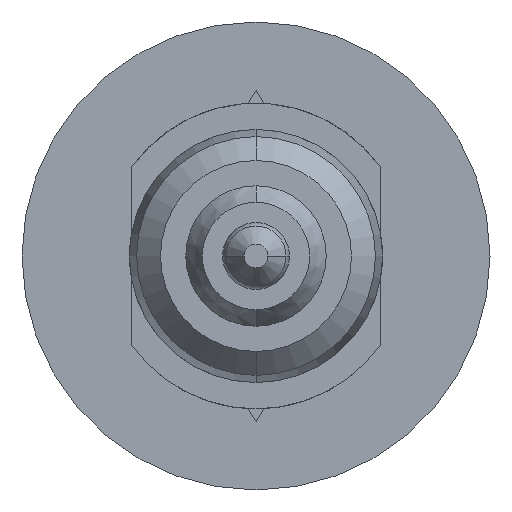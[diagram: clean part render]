
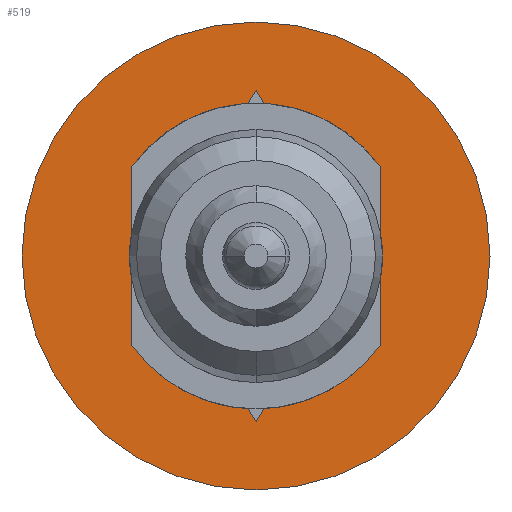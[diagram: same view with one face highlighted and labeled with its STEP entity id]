
A CAD part, front view. The second image highlights one B-rep face of the part: STEP entity #519.
In plain terms, the highlighted planar face has unit normal (0, -1, 0).
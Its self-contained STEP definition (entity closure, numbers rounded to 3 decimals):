
#69 = CARTESIAN_POINT ( 'NONE',  ( 0., 33.4, -1.728 ) ) ;
#99 = ORIENTED_EDGE ( 'NONE', *, *, #3917, .F. ) ;
#116 = EDGE_CURVE ( 'Defeature ausgef�hrt2_45+Defeature ausgef�hrt2_39+Defeature ausgef�hrt2_42+Defeature ausgef�hrt2_44', #3876, #2022, #3443, .T. ) ;
#171 = VECTOR ( 'NONE', #4135, 1000. ) ;
#180 = CARTESIAN_POINT ( 'NONE',  ( 0., 33.4, 0. ) ) ;
#519 = ADVANCED_FACE ( 'Defeature ausgef�hrt2_39', ( #1598, #1737 ), #965, .T. ) ;
#580 = DIRECTION ( 'NONE',  ( 0., -1., 0. ) ) ;
#639 = VERTEX_POINT ( 'NONE', #69 ) ;
#685 = DIRECTION ( 'NONE',  ( 0.53, 0., -0.848 ) ) ;
#749 = EDGE_LOOP ( 'NONE', ( #99, #1922, #2434, #1122 ) ) ;
#965 = PLANE ( 'NONE',  #4860 ) ;
#1001 = DIRECTION ( 'NONE',  ( 0., 0., -1. ) ) ;
#1019 = CARTESIAN_POINT ( 'NONE',  ( 2.45, 33.4, 0. ) ) ;
#1063 = DIRECTION ( 'NONE',  ( 0., -1., 0. ) ) ;
#1122 = ORIENTED_EDGE ( 'NONE', *, *, #5230, .F. ) ;
#1395 = AXIS2_PLACEMENT_3D ( 'NONE', #180, #1063, #1891 ) ;
#1598 = FACE_BOUND ( 'NONE', #749, .T. ) ;
#1645 = CARTESIAN_POINT ( 'NONE',  ( -2.45, 33.4, 0. ) ) ;
#1722 = DIRECTION ( 'NONE',  ( 0., -1., 0. ) ) ;
#1729 = VERTEX_POINT ( 'NONE', #1645 ) ;
#1737 = FACE_OUTER_BOUND ( 'NONE', #3991, .T. ) ;
#1891 = DIRECTION ( 'NONE',  ( 0., 0., -1. ) ) ;
#1922 = ORIENTED_EDGE ( 'NONE', *, *, #2559, .F. ) ;
#2022 = VERTEX_POINT ( 'NONE', #2409 ) ;
#2041 = CARTESIAN_POINT ( 'NONE',  ( 0., 33.4, 1.728 ) ) ;
#2186 = ORIENTED_EDGE ( 'NONE', *, *, #3324, .T. ) ;
#2327 = VECTOR ( 'NONE', #5341, 1000. ) ;
#2409 = CARTESIAN_POINT ( 'NONE',  ( -1.08, 33.4, 0. ) ) ;
#2434 = ORIENTED_EDGE ( 'NONE', *, *, #116, .F. ) ;
#2501 = CARTESIAN_POINT ( 'NONE',  ( 0., 33.4, 0. ) ) ;
#2541 = DIRECTION ( 'NONE',  ( 0., 0., -1. ) ) ;
#2559 = EDGE_CURVE ( 'Defeature ausgef�hrt2_44+Defeature ausgef�hrt2_39+Defeature ausgef�hrt2_45+Defeature ausgef�hrt2_43', #2022, #639, #2747, .T. ) ;
#2623 = VECTOR ( 'NONE', #685, 1000. ) ;
#2747 = LINE ( 'NONE', #3452, #2623 ) ;
#2986 = DIRECTION ( 'NONE',  ( -0.53, 0., 0.848 ) ) ;
#3065 = CIRCLE ( 'NONE', #1395, 2.45 ) ;
#3273 = CIRCLE ( 'NONE', #3284, 2.45 ) ;
#3284 = AXIS2_PLACEMENT_3D ( 'NONE', #2501, #1722, #2541 ) ;
#3324 = EDGE_CURVE ( 'Defeature ausgef�hrt2_39+Defeature ausgef�hrt2_48+Defeature ausgef�hrt2_48+Defeature ausgef�hrt2_48', #4203, #1729, #3273, .T. ) ;
#3443 = LINE ( 'NONE', #2041, #2327 ) ;
#3452 = CARTESIAN_POINT ( 'NONE',  ( -1.08, 33.4, 0. ) ) ;
#3876 = VERTEX_POINT ( 'NONE', #4422 ) ;
#3917 = EDGE_CURVE ( 'Defeature ausgef�hrt2_43+Defeature ausgef�hrt2_39+Defeature ausgef�hrt2_44+Defeature ausgef�hrt2_42', #639, #5177, #4235, .T. ) ;
#3991 = EDGE_LOOP ( 'NONE', ( #5314, #2186 ) ) ;
#4135 = DIRECTION ( 'NONE',  ( 0.53, 0., 0.848 ) ) ;
#4198 = CARTESIAN_POINT ( 'NONE',  ( 1.08, 33.4, 0. ) ) ;
#4199 = EDGE_CURVE ( 'Defeature ausgef�hrt2_39+Defeature ausgef�hrt2_48+Defeature ausgef�hrt2_48+Defeature ausgef�hrt2_48', #1729, #4203, #3065, .T. ) ;
#4203 = VERTEX_POINT ( 'NONE', #1019 ) ;
#4235 = LINE ( 'NONE', #5406, #171 ) ;
#4422 = CARTESIAN_POINT ( 'NONE',  ( 0., 33.4, 1.728 ) ) ;
#4589 = CARTESIAN_POINT ( 'NONE',  ( 1.08, 33.4, 0. ) ) ;
#4860 = AXIS2_PLACEMENT_3D ( 'NONE', #5130, #580, #1001 ) ;
#4998 = LINE ( 'NONE', #4198, #5064 ) ;
#5064 = VECTOR ( 'NONE', #2986, 1000. ) ;
#5130 = CARTESIAN_POINT ( 'NONE',  ( 0., 33.4, 0. ) ) ;
#5177 = VERTEX_POINT ( 'NONE', #4589 ) ;
#5230 = EDGE_CURVE ( 'Defeature ausgef�hrt2_42+Defeature ausgef�hrt2_39+Defeature ausgef�hrt2_43+Defeature ausgef�hrt2_45', #5177, #3876, #4998, .T. ) ;
#5314 = ORIENTED_EDGE ( 'NONE', *, *, #4199, .T. ) ;
#5341 = DIRECTION ( 'NONE',  ( -0.53, 0., -0.848 ) ) ;
#5406 = CARTESIAN_POINT ( 'NONE',  ( 0., 33.4, -1.728 ) ) ;
